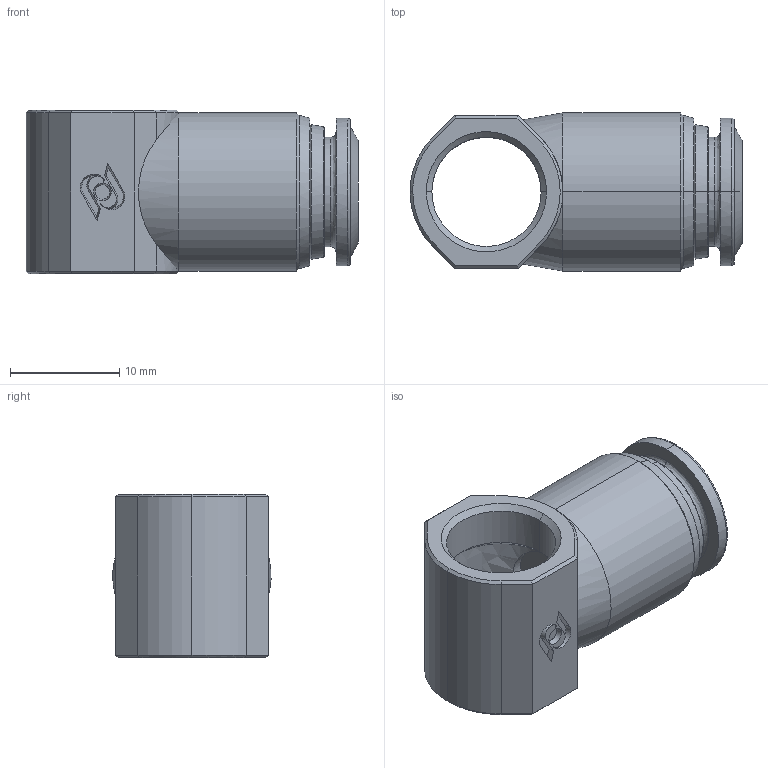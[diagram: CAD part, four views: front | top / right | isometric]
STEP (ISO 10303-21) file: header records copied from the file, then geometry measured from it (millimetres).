
FILE_DESCRIPTION (( 'STEP AP214' ), '1' );
FILE_NAME ('BBS-G01-08_ME.STEP', '2018-09-05T06:56:34', ( '' ), ( '' ), 'SwSTEP 2.0', 'SolidWorks 2018', '' );
FILE_SCHEMA (( 'AUTOMOTIVE_DESIGN' ));
Length unit declared in the file: millimetre
Products named in the file (1): BBS-G01-08_ME
Bounding box: 30.4 x 14.48 x 15 mm (x, y, z)
Volume: 3419 mm3; surface area: 2386.9 mm2
Topology: 1 solids, 1 shells, 123 faces, 276 edges, 164 vertices
Faces by surface type: bspline 123
Entity records: 4511 total; most frequent: CARTESIAN_POINT 2838, ORIENTED_EDGE 552, EDGE_CURVE 276, B_SPLINE_CURVE_WITH_KNOTS 190, VERTEX_POINT 164, EDGE_LOOP 138, ADVANCED_FACE 123, FACE_OUTER_BOUND 123
